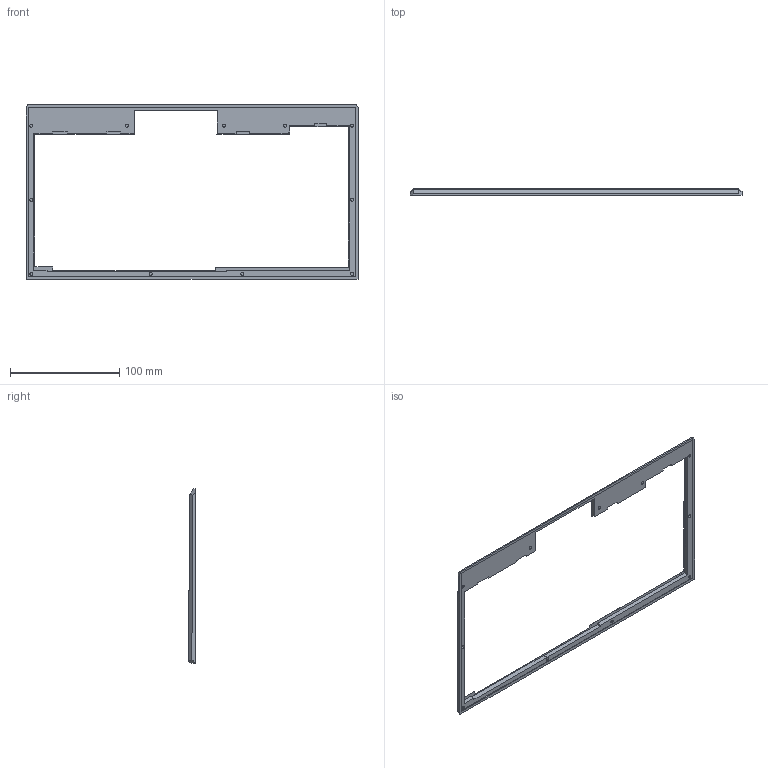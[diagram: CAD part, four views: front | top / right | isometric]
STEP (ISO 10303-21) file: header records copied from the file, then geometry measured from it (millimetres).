
FILE_DESCRIPTION(/* description */ (''),/* implementation_level */ '2;1');
FILE_NAME(/* name */ 'BezelStep2AfterFinal.stp',/* time_stamp */ '2022-11-01T18:16:08+00:00',/* author */ ('benka'),/* organization */ (''),/* preprocessor_version */ 'ST-DEVELOPER v18.1',/* originating_system */ 'Autodesk Inventor 2022',/* authorisation */ '');
FILE_SCHEMA (('CONFIG_CONTROL_DESIGN'));
Length unit declared in the file: millimetre
Products named in the file (1): Bezel
Bounding box: 303.6 x 6.33 x 159.53 mm (x, y, z)
Volume: 44386.8 mm3; surface area: 30885.6 mm2
Topology: 1 solids, 3 shells, 115 faces, 286 edges, 189 vertices
Faces by surface type: plane 101, cylinder 14
Full cylindrical faces by diameter (mm): 2 x2, 2.9 x11
Entity records: 3535 total; most frequent: CARTESIAN_POINT 591, ORIENTED_EDGE 572, DIRECTION 546, EDGE_CURVE 286, LINE 258, VECTOR 258, VERTEX_POINT 189, AXIS2_PLACEMENT_3D 144
